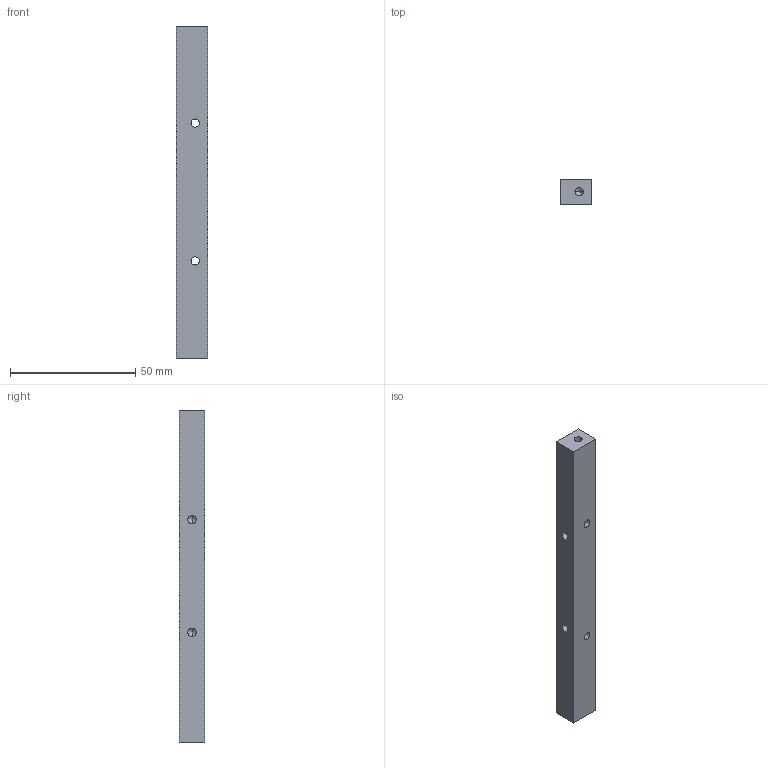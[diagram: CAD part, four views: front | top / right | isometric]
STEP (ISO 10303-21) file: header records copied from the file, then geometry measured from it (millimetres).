
FILE_DESCRIPTION (( 'STEP AP214' ), '1' );
FILE_NAME ('ROV_USI_018_D_Module Piquage_Chassis_Support.STEP', '2021-11-04T12:22:22', ( '' ), ( '' ), 'SwSTEP 2.0', 'SolidWorks 2021', '' );
FILE_SCHEMA (( 'AUTOMOTIVE_DESIGN' ));
Length unit declared in the file: millimetre
Products named in the file (1): ROV_USI_018_D_Module Piquage_Chassis_Support
Bounding box: 12.5 x 10 x 132.5 mm (x, y, z)
Volume: 15986.7 mm3; surface area: 6868.2 mm2
Topology: 1 solids, 1 shells, 26 faces, 64 edges, 36 vertices
Faces by surface type: cylinder 12, cone 8, plane 6
Entity records: 886 total; most frequent: DIRECTION 134, CARTESIAN_POINT 119, ORIENTED_EDGE 112, EDGE_CURVE 56, AXIS2_PLACEMENT_3D 51, VERTEX_POINT 36, EDGE_LOOP 34, LINE 32
